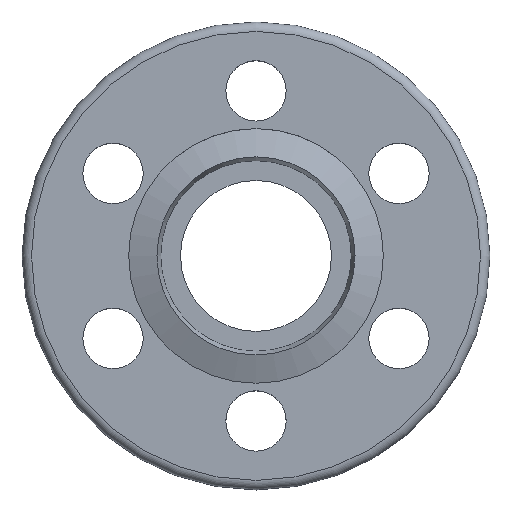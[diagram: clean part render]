
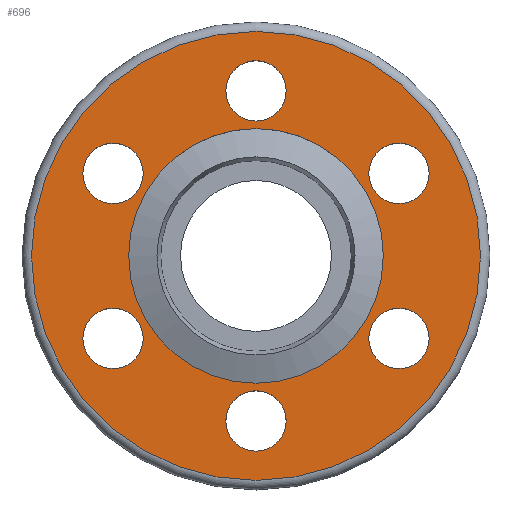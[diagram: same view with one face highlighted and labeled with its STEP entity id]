
A CAD part, top view. The second image highlights one B-rep face of the part: STEP entity #696.
In plain terms, the highlighted planar face has unit normal (0, 0, 1).
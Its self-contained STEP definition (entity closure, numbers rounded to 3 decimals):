
#310=CARTESIAN_POINT('',(6.778,-5.761,6.));
#311=VERTEX_POINT('',#310);
#312=CARTESIAN_POINT('',(7.578,-4.375,6.));
#313=DIRECTION('',(0.0,0.0,-1.0));
#314=DIRECTION('',(-0.5,-0.866,0.0));
#315=AXIS2_PLACEMENT_3D('',#312,#313,#314);
#316=CIRCLE('',#315,1.6);
#317=EDGE_CURVE('',#311,#311,#316,.T.);
#351=CARTESIAN_POINT('',(-1.6,-8.75,6.));
#352=VERTEX_POINT('',#351);
#353=CARTESIAN_POINT('',(0.,-8.75,6.));
#354=DIRECTION('',(0.0,0.0,-1.0));
#355=DIRECTION('',(-1.0,0.0,0.0));
#356=AXIS2_PLACEMENT_3D('',#353,#354,#355);
#357=CIRCLE('',#356,1.6);
#358=EDGE_CURVE('',#352,#352,#357,.T.);
#392=CARTESIAN_POINT('',(-8.378,-2.989,6.));
#393=VERTEX_POINT('',#392);
#394=CARTESIAN_POINT('',(-7.578,-4.375,6.));
#395=DIRECTION('',(0.0,0.0,-1.));
#396=DIRECTION('',(-0.5,0.866,0.0));
#397=AXIS2_PLACEMENT_3D('',#394,#395,#396);
#398=CIRCLE('',#397,1.6);
#399=EDGE_CURVE('',#393,#393,#398,.T.);
#433=CARTESIAN_POINT('',(-6.778,5.761,6.));
#434=VERTEX_POINT('',#433);
#435=CARTESIAN_POINT('',(-7.578,4.375,6.));
#436=DIRECTION('',(0.0,0.0,-1.0));
#437=DIRECTION('',(0.5,0.866,0.0));
#438=AXIS2_PLACEMENT_3D('',#435,#436,#437);
#439=CIRCLE('',#438,1.6);
#440=EDGE_CURVE('',#434,#434,#439,.T.);
#474=CARTESIAN_POINT('',(8.378,2.989,6.));
#475=VERTEX_POINT('',#474);
#476=CARTESIAN_POINT('',(7.578,4.375,6.));
#477=DIRECTION('',(0.0,0.0,-1.0));
#478=DIRECTION('',(0.5,-0.866,0.0));
#479=AXIS2_PLACEMENT_3D('',#476,#477,#478);
#480=CIRCLE('',#479,1.6);
#481=EDGE_CURVE('',#475,#475,#480,.T.);
#515=CARTESIAN_POINT('',(1.6,8.75,6.));
#516=VERTEX_POINT('',#515);
#517=CARTESIAN_POINT('',(0.0,8.75,6.));
#518=DIRECTION('',(0.0,0.0,-1.0));
#519=DIRECTION('',(1.0,0.0,0.0));
#520=AXIS2_PLACEMENT_3D('',#517,#518,#519);
#521=CIRCLE('',#520,1.6);
#522=EDGE_CURVE('',#516,#516,#521,.T.);
#543=CARTESIAN_POINT('',(0.0,-6.75,6.));
#544=VERTEX_POINT('',#543);
#545=CARTESIAN_POINT('',(0.0,0.,6.));
#546=DIRECTION('',(0.0,0.0,-1.0));
#547=DIRECTION('',(0.0,-1.0,0.0));
#548=AXIS2_PLACEMENT_3D('',#545,#546,#547);
#549=CIRCLE('',#548,6.75);
#550=EDGE_CURVE('',#544,#544,#549,.T.);
#652=CARTESIAN_POINT('',(11.9,0.,6.));
#653=VERTEX_POINT('',#652);
#654=CARTESIAN_POINT('',(0.0,0.0,6.));
#655=DIRECTION('',(0.0,0.0,-1.0));
#656=DIRECTION('',(-1.0,0.0,0.0));
#657=AXIS2_PLACEMENT_3D('',#654,#655,#656);
#658=CIRCLE('',#657,11.9);
#659=EDGE_CURVE('',#653,#653,#658,.T.);
#667=CARTESIAN_POINT('',(0.0,0.0,6.));
#668=DIRECTION('',(0.0,0.0,-1.0));
#669=DIRECTION('',(-1.0,0.0,0.0));
#670=AXIS2_PLACEMENT_3D('',#667,#668,#669);
#671=PLANE('',#670);
#672=ORIENTED_EDGE('',*,*,#659,.F.);
#673=EDGE_LOOP('',(#672));
#674=FACE_OUTER_BOUND('',#673,.T.);
#675=ORIENTED_EDGE('',*,*,#317,.T.);
#676=EDGE_LOOP('',(#675));
#677=FACE_BOUND('',#676,.T.);
#678=ORIENTED_EDGE('',*,*,#358,.T.);
#679=EDGE_LOOP('',(#678));
#680=FACE_BOUND('',#679,.T.);
#681=ORIENTED_EDGE('',*,*,#399,.T.);
#682=EDGE_LOOP('',(#681));
#683=FACE_BOUND('',#682,.T.);
#684=ORIENTED_EDGE('',*,*,#440,.T.);
#685=EDGE_LOOP('',(#684));
#686=FACE_BOUND('',#685,.T.);
#687=ORIENTED_EDGE('',*,*,#481,.T.);
#688=EDGE_LOOP('',(#687));
#689=FACE_BOUND('',#688,.T.);
#690=ORIENTED_EDGE('',*,*,#522,.T.);
#691=EDGE_LOOP('',(#690));
#692=FACE_BOUND('',#691,.T.);
#693=ORIENTED_EDGE('',*,*,#550,.T.);
#694=EDGE_LOOP('',(#693));
#695=FACE_BOUND('',#694,.T.);
#696=ADVANCED_FACE('',(#674,#677,#680,#683,#686,#689,#692,#695),#671,.F.);
